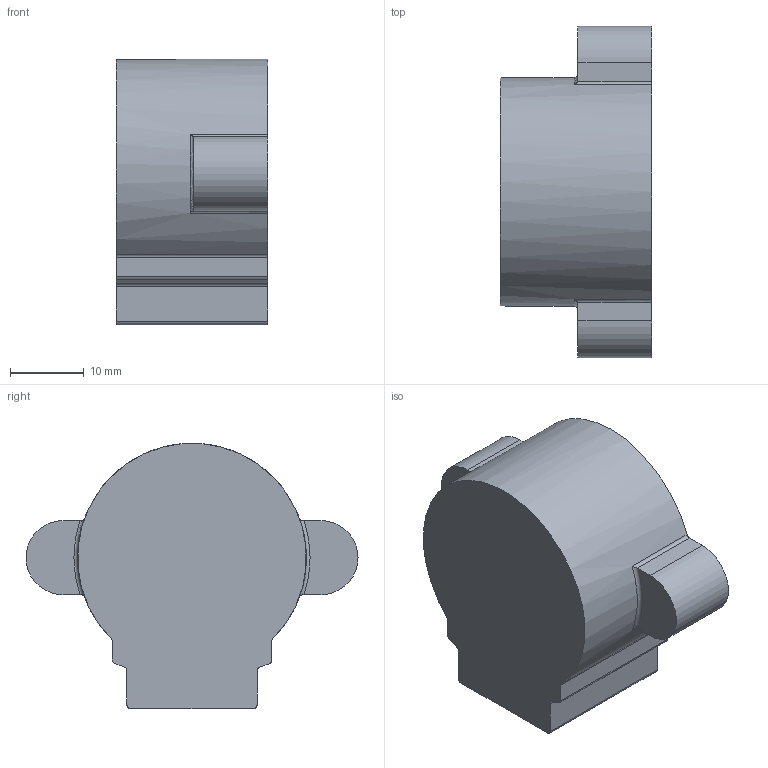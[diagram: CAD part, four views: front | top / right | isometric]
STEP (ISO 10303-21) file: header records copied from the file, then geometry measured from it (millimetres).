
FILE_DESCRIPTION(('FreeCAD Model'),'2;1');
FILE_NAME('Open CASCADE Shape Model','2025-04-21T01:00:23',('Author'),( ''),'Open CASCADE STEP processor 7.6','FreeCAD','Unknown');
FILE_SCHEMA(('AUTOMOTIVE_DESIGN { 1 0 10303 214 1 1 1 1 }'));
Length unit declared in the file: millimetre
Products named in the file (1): MotorCase
Bounding box: 20.52 x 45.05 x 36.03 mm (x, y, z)
Volume: 4843.6 mm3; surface area: 6547.4 mm2
Topology: 1 solids, 1 shells, 96 faces, 250 edges, 150 vertices
Faces by surface type: cylinder 48, plane 32, torus 10, sphere 6
Entity records: 6622 total; most frequent: CARTESIAN_POINT 1700, DIRECTION 947, LINE 512, VECTOR 512, ORIENTED_EDGE 488, PCURVE 488, DEFINITIONAL_REPRESENTATION 488, EDGE_CURVE 244
